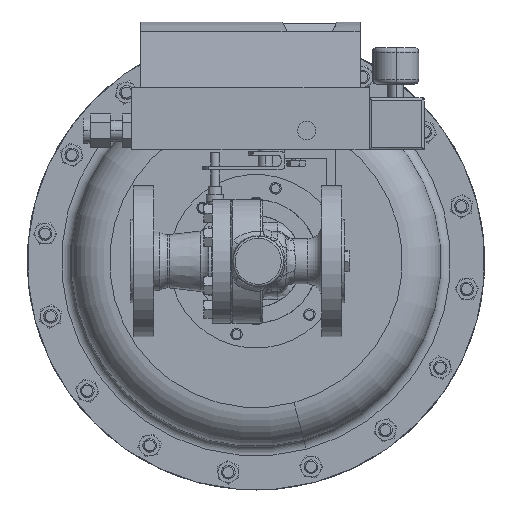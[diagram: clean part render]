
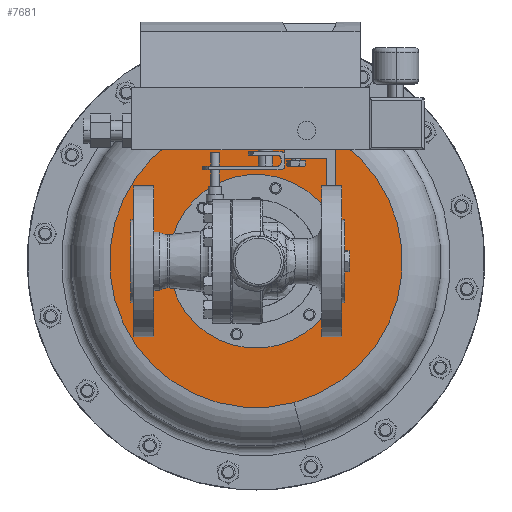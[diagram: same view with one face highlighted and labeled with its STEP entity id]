
A CAD part, front view. The second image highlights one B-rep face of the part: STEP entity #7681.
In plain terms, the highlighted planar face has unit normal (0, -1, 0).
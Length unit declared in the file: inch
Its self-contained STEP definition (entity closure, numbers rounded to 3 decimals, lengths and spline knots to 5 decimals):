
#2044 = DIRECTION ( 'NONE',  ( 0., 1., 0. ) ) ;
#3221 = VERTEX_POINT ( 'NONE', #20813 ) ;
#4911 = AXIS2_PLACEMENT_3D ( 'NONE', #28321, #11474, #31172 ) ;
#5151 = DIRECTION ( 'NONE',  ( -0.259, 0., 0.966 ) ) ;
#5808 = VERTEX_POINT ( 'NONE', #13269 ) ;
#6400 = CARTESIAN_POINT ( 'NONE',  ( 1.87544, 10.69479, 3.76298 ) ) ;
#7082 = CARTESIAN_POINT ( 'NONE',  ( 0.84016, 10.69479, 7.62669 ) ) ;
#7681 = ADVANCED_FACE ( 'NONE', ( #20589, #19711 ), #13483, .T. ) ;
#8241 = ORIENTED_EDGE ( 'NONE', *, *, #27793, .T. ) ;
#9233 = DIRECTION ( 'NONE',  ( -0.707, 0., -0.707 ) ) ;
#11474 = DIRECTION ( 'NONE',  ( 0., 1., 0. ) ) ;
#11994 = EDGE_CURVE ( 'NONE', #28337, #3221, #30694, .T. ) ;
#13200 = AXIS2_PLACEMENT_3D ( 'NONE', #33168, #22050, #5151 ) ;
#13269 = CARTESIAN_POINT ( 'NONE',  ( 3.55481, 10.69479, 5.44236 ) ) ;
#13483 = PLANE ( 'NONE',  #13200 ) ;
#16035 = ORIENTED_EDGE ( 'NONE', *, *, #23046, .T. ) ;
#16743 = DIRECTION ( 'NONE',  ( 0., 1., 0. ) ) ;
#17482 = ORIENTED_EDGE ( 'NONE', *, *, #11994, .F. ) ;
#18254 = AXIS2_PLACEMENT_3D ( 'NONE', #6400, #26101, #9233 ) ;
#18927 = CARTESIAN_POINT ( 'NONE',  ( 1.87544, 10.69479, 3.76298 ) ) ;
#19711 = FACE_BOUND ( 'NONE', #25466, .T. ) ;
#20589 = FACE_OUTER_BOUND ( 'NONE', #24475, .T. ) ;
#20813 = CARTESIAN_POINT ( 'NONE',  ( 2.91071, 10.69479, -0.10072 ) ) ;
#21181 = VERTEX_POINT ( 'NONE', #26792 ) ;
#21757 = DIRECTION ( 'NONE',  ( -0.707, 0., -0.707 ) ) ;
#22050 = DIRECTION ( 'NONE',  ( 0., -1., 0. ) ) ;
#22503 = CIRCLE ( 'NONE', #18254, 2.375 ) ;
#23046 = EDGE_CURVE ( 'NONE', #21181, #5808, #23180, .T. ) ;
#23180 = CIRCLE ( 'NONE', #34595, 2.375 ) ;
#23647 = ORIENTED_EDGE ( 'NONE', *, *, #34919, .F. ) ;
#24475 = EDGE_LOOP ( 'NONE', ( #23647, #17482 ) ) ;
#25466 = EDGE_LOOP ( 'NONE', ( #8241, #16035 ) ) ;
#26101 = DIRECTION ( 'NONE',  ( 0., 1., 0. ) ) ;
#26792 = CARTESIAN_POINT ( 'NONE',  ( 0.19606, 10.69479, 2.0836 ) ) ;
#27793 = EDGE_CURVE ( 'NONE', #5808, #21181, #22503, .T. ) ;
#28321 = CARTESIAN_POINT ( 'NONE',  ( 1.87544, 10.69479, 3.76298 ) ) ;
#28337 = VERTEX_POINT ( 'NONE', #7082 ) ;
#30694 = CIRCLE ( 'NONE', #31463, 4. ) ;
#31172 = DIRECTION ( 'NONE',  ( 0.259, 0., -0.966 ) ) ;
#31463 = AXIS2_PLACEMENT_3D ( 'NONE', #33573, #16743, #36379 ) ;
#33168 = CARTESIAN_POINT ( 'NONE',  ( -1.98827, 10.69479, 2.72771 ) ) ;
#33573 = CARTESIAN_POINT ( 'NONE',  ( 1.87544, 10.69479, 3.76298 ) ) ;
#34595 = AXIS2_PLACEMENT_3D ( 'NONE', #18927, #2044, #21757 ) ;
#34919 = EDGE_CURVE ( 'NONE', #3221, #28337, #35346, .T. ) ;
#35346 = CIRCLE ( 'NONE', #4911, 4. ) ;
#36379 = DIRECTION ( 'NONE',  ( 0.259, 0., -0.966 ) ) ;
